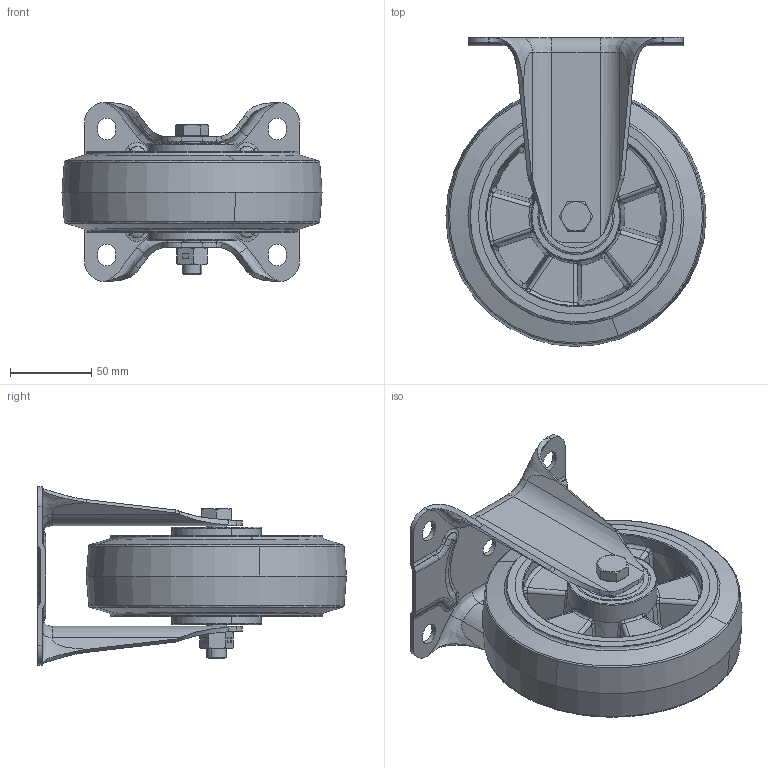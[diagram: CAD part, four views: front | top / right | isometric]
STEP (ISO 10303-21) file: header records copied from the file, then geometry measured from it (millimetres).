
FILE_DESCRIPTION (( 'STEP AP214' ), '1' );
FILE_NAME ('0055808.step', '2023-03-17T12:50:21', ( '' ), ( '' ), 'SwSTEP 2.0', 'SolidWorks 2020', '' );
FILE_SCHEMA (( 'AUTOMOTIVE_DESIGN' ));
Length unit declared in the file: millimetre
Products named in the file (1): 0055808
Bounding box: 159.99 x 190 x 110 mm (x, y, z)
Surface area: 189695.3 mm2 (no closed solid volume)
Topology: 0 solids, 11 shells, 503 faces, 1348 edges, 848 vertices
Faces by surface type: bspline 260, plane 112, cylinder 84, cone 43, torus 4
Entity records: 36027 total; most frequent: CARTESIAN_POINT 20060, ORIENTED_EDGE 2499, DIRECTION 1626, EDGE_CURVE 1348, VERTEX_POINT 848, AXIS2_PLACEMENT_3D 640, EDGE_LOOP 531, UNCERTAINTY_MEASURE_WITH_UNIT 505
